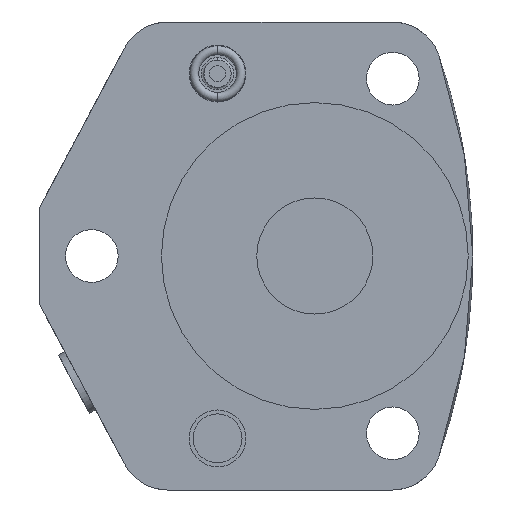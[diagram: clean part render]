
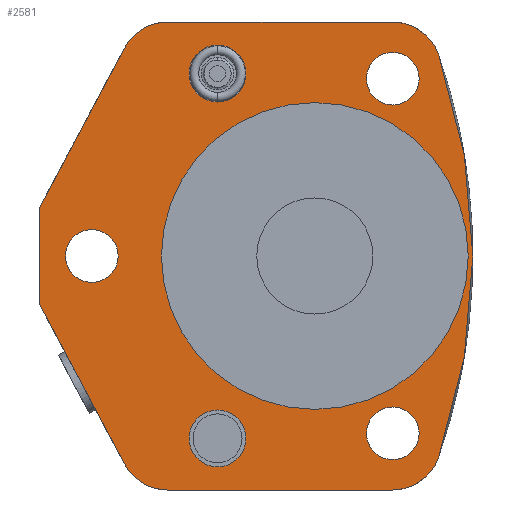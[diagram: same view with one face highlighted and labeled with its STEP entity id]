
A CAD part, front view. The second image highlights one B-rep face of the part: STEP entity #2581.
In plain terms, the highlighted planar face has unit normal (0, -1, 0).
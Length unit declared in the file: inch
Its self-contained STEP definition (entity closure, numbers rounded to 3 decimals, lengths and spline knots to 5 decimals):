
#414=CARTESIAN_POINT('',(0.59662,0.,-1.424));
#415=DIRECTION('',(0.,-1.,0.));
#416=DIRECTION('',(0.,0.,-1.));
#417=AXIS2_PLACEMENT_3D('',#414,#415,#416);
#451=CARTESIAN_POINT('',(-1.13311,0.,-1.424));
#452=DIRECTION('',(0.,-1.,0.));
#453=DIRECTION('',(-0.883,0.,-0.469));
#454=AXIS2_PLACEMENT_3D('',#451,#452,#453);
#565=CARTESIAN_POINT('',(-1.13311,0.,1.424));
#566=DIRECTION('',(0.,-1.,0.));
#567=DIRECTION('',(0.,0.,1.));
#568=AXIS2_PLACEMENT_3D('',#565,#566,#567);
#602=CARTESIAN_POINT('',(0.59662,0.,1.424));
#603=DIRECTION('',(0.,-1.,0.));
#604=DIRECTION('',(0.944,0.,0.33));
#605=AXIS2_PLACEMENT_3D('',#602,#603,#604);
#617=CARTESIAN_POINT('',(0.,0.,0.));
#618=DIRECTION('',(0.,-1.,0.));
#619=DIRECTION('',(1.,0.,0.));
#620=AXIS2_PLACEMENT_3D('',#617,#618,#619);
#625=CARTESIAN_POINT('',(0.,0.,0.));
#626=DIRECTION('',(0.,1.,0.));
#627=DIRECTION('',(1.,0.,0.));
#628=AXIS2_PLACEMENT_3D('',#625,#626,#627);
#633=DIRECTION('',(0.469,0.,-0.883));
#634=VECTOR('',#633,1.39811);
#635=CARTESIAN_POINT('',(-2.125,0.,-0.36794));
#636=LINE('',#635,#634);
#640=DIRECTION('',(0.,0.,-1.));
#641=VECTOR('',#640,0.73588);
#642=CARTESIAN_POINT('',(-2.125,0.,0.36794));
#643=LINE('',#642,#641);
#647=DIRECTION('',(0.469,0.,0.883));
#648=VECTOR('',#647,1.39811);
#649=CARTESIAN_POINT('',(-2.125,0.,0.36794));
#650=LINE('',#649,#648);
#654=DIRECTION('',(1.,0.,0.));
#655=VECTOR('',#654,1.72972);
#656=CARTESIAN_POINT('',(-1.13311,0.,1.804));
#657=LINE('',#656,#655);
#661=CARTESIAN_POINT('',(-3.483,0.,0.));
#662=DIRECTION('',(0.,-1.,0.));
#663=DIRECTION('',(0.944,0.,-0.33));
#664=AXIS2_PLACEMENT_3D('',#661,#662,#663);
#669=DIRECTION('',(-1.,0.,0.));
#670=VECTOR('',#669,1.72972);
#671=CARTESIAN_POINT('',(0.59662,0.,-1.804));
#672=LINE('',#671,#670);
#676=CARTESIAN_POINT('',(0.601,0.,1.367));
#677=DIRECTION('',(0.,-1.,0.));
#678=DIRECTION('',(1.,0.,0.));
#679=AXIS2_PLACEMENT_3D('',#676,#677,#678);
#684=CARTESIAN_POINT('',(0.601,0.,1.367));
#685=DIRECTION('',(0.,-1.,0.));
#686=DIRECTION('',(-1.,0.,0.));
#687=AXIS2_PLACEMENT_3D('',#684,#685,#686);
#692=CARTESIAN_POINT('',(0.601,0.,-1.367));
#693=DIRECTION('',(0.,-1.,0.));
#694=DIRECTION('',(1.,0.,0.));
#695=AXIS2_PLACEMENT_3D('',#692,#693,#694);
#700=CARTESIAN_POINT('',(0.601,0.,-1.367));
#701=DIRECTION('',(0.,-1.,0.));
#702=DIRECTION('',(-1.,0.,0.));
#703=AXIS2_PLACEMENT_3D('',#700,#701,#702);
#708=CARTESIAN_POINT('',(-1.719,0.,0.));
#709=DIRECTION('',(0.,-1.,0.));
#710=DIRECTION('',(1.,0.,0.));
#711=AXIS2_PLACEMENT_3D('',#708,#709,#710);
#716=CARTESIAN_POINT('',(-1.719,0.,0.));
#717=DIRECTION('',(0.,-1.,0.));
#718=DIRECTION('',(-1.,0.,0.));
#719=AXIS2_PLACEMENT_3D('',#716,#717,#718);
#724=CARTESIAN_POINT('',(-0.75,0.,-1.406));
#725=DIRECTION('',(0.,1.,0.));
#726=DIRECTION('',(-1.,0.,0.));
#727=AXIS2_PLACEMENT_3D('',#724,#725,#726);
#732=CARTESIAN_POINT('',(-0.75,0.,-1.406));
#733=DIRECTION('',(0.,1.,0.));
#734=DIRECTION('',(1.,0.,0.));
#735=AXIS2_PLACEMENT_3D('',#732,#733,#734);
#740=CARTESIAN_POINT('',(-0.75,0.,1.406));
#741=DIRECTION('',(0.,1.,0.));
#742=DIRECTION('',(-1.,0.,0.));
#743=AXIS2_PLACEMENT_3D('',#740,#741,#742);
#748=CARTESIAN_POINT('',(-0.75,0.,1.406));
#749=DIRECTION('',(0.,1.,0.));
#750=DIRECTION('',(1.,0.,0.));
#751=AXIS2_PLACEMENT_3D('',#748,#749,#750);
#1883=CARTESIAN_POINT('',(1.1825,0.,0.));
#1885=VERTEX_POINT('',#1883);
#1887=CARTESIAN_POINT('',(-1.1825,0.,0.));
#1889=VERTEX_POINT('',#1887);
#1890=CARTESIAN_POINT('',(-2.125,0.,0.36794));
#1891=CARTESIAN_POINT('',(-2.125,0.,-0.36794));
#1892=VERTEX_POINT('',#1890);
#1893=VERTEX_POINT('',#1891);
#1894=CARTESIAN_POINT('',(0.804,0.,1.367));
#1895=CARTESIAN_POINT('',(0.398,0.,1.367));
#1896=VERTEX_POINT('',#1894);
#1897=VERTEX_POINT('',#1895);
#1966=CARTESIAN_POINT('',(-0.969,0.,-1.406));
#1967=CARTESIAN_POINT('',(-0.531,0.,-1.406));
#1968=VERTEX_POINT('',#1966);
#1969=VERTEX_POINT('',#1967);
#1974=CARTESIAN_POINT('',(-0.969,0.,1.406));
#1975=CARTESIAN_POINT('',(-0.531,0.,1.406));
#1976=VERTEX_POINT('',#1974);
#1977=VERTEX_POINT('',#1975);
#2024=CARTESIAN_POINT('',(0.59662,0.,-1.804));
#2025=CARTESIAN_POINT('',(0.95539,0.,-1.54923));
#2026=VERTEX_POINT('',#2024);
#2027=VERTEX_POINT('',#2025);
#2028=CARTESIAN_POINT('',(0.95539,0.,1.54923));
#2029=CARTESIAN_POINT('',(0.59662,0.,1.804));
#2030=VERTEX_POINT('',#2028);
#2031=VERTEX_POINT('',#2029);
#2032=CARTESIAN_POINT('',(-1.13311,0.,1.804));
#2033=CARTESIAN_POINT('',(-1.46863,0.,1.6024));
#2034=VERTEX_POINT('',#2032);
#2035=VERTEX_POINT('',#2033);
#2036=CARTESIAN_POINT('',(-1.46863,0.,-1.6024));
#2037=CARTESIAN_POINT('',(-1.13311,0.,-1.804));
#2038=VERTEX_POINT('',#2036);
#2039=VERTEX_POINT('',#2037);
#2040=CARTESIAN_POINT('',(0.804,0.,-1.367));
#2041=CARTESIAN_POINT('',(0.398,0.,-1.367));
#2042=VERTEX_POINT('',#2040);
#2043=VERTEX_POINT('',#2041);
#2044=CARTESIAN_POINT('',(-1.516,0.,0.));
#2045=CARTESIAN_POINT('',(-1.922,0.,0.));
#2046=VERTEX_POINT('',#2044);
#2047=VERTEX_POINT('',#2045);
#2528=CARTESIAN_POINT('',(0.,0.,0.));
#2529=DIRECTION('',(0.,-1.,0.));
#2530=DIRECTION('',(-1.,0.,0.));
#2531=AXIS2_PLACEMENT_3D('',#2528,#2529,#2530);
#2532=PLANE('',#2531);
#2533=ORIENTED_EDGE('',*,*,#2426,.F.);
#2534=ORIENTED_EDGE('',*,*,#2440,.F.);
#2535=ORIENTED_EDGE('',*,*,#2461,.F.);
#2536=ORIENTED_EDGE('',*,*,#2475,.T.);
#2537=ORIENTED_EDGE('',*,*,#2495,.F.);
#2538=ORIENTED_EDGE('',*,*,#2509,.T.);
#2539=ORIENTED_EDGE('',*,*,#2522,.F.);
#2540=ORIENTED_EDGE('',*,*,#2382,.F.);
#2541=ORIENTED_EDGE('',*,*,#2398,.F.);
#2542=ORIENTED_EDGE('',*,*,#2412,.T.);
#2543=EDGE_LOOP('',(#2533,#2534,#2535,#2536,#2537,#2538,#2539,#2540,#2541,
#2542));
#2544=FACE_OUTER_BOUND('',#2543,.F.);
#2546=ORIENTED_EDGE('',*,*,#2545,.T.);
#2548=ORIENTED_EDGE('',*,*,#2547,.F.);
#2549=EDGE_LOOP('',(#2546,#2548));
#2550=FACE_BOUND('',#2549,.F.);
#2552=ORIENTED_EDGE('',*,*,#2551,.T.);
#2554=ORIENTED_EDGE('',*,*,#2553,.T.);
#2555=EDGE_LOOP('',(#2552,#2554));
#2556=FACE_BOUND('',#2555,.F.);
#2558=ORIENTED_EDGE('',*,*,#2557,.T.);
#2560=ORIENTED_EDGE('',*,*,#2559,.T.);
#2561=EDGE_LOOP('',(#2558,#2560));
#2562=FACE_BOUND('',#2561,.F.);
#2564=ORIENTED_EDGE('',*,*,#2563,.T.);
#2566=ORIENTED_EDGE('',*,*,#2565,.T.);
#2567=EDGE_LOOP('',(#2564,#2566));
#2568=FACE_BOUND('',#2567,.F.);
#2570=ORIENTED_EDGE('',*,*,#2569,.F.);
#2572=ORIENTED_EDGE('',*,*,#2571,.F.);
#2573=EDGE_LOOP('',(#2570,#2572));
#2574=FACE_BOUND('',#2573,.F.);
#2576=ORIENTED_EDGE('',*,*,#2575,.F.);
#2578=ORIENTED_EDGE('',*,*,#2577,.F.);
#2579=EDGE_LOOP('',(#2576,#2578));
#2580=FACE_BOUND('',#2579,.F.);
#418=CIRCLE('',#417,0.38);
#455=CIRCLE('',#454,0.38);
#569=CIRCLE('',#568,0.38);
#606=CIRCLE('',#605,0.38);
#621=CIRCLE('',#620,1.1825);
#629=CIRCLE('',#628,1.1825);
#665=CIRCLE('',#664,4.701);
#680=CIRCLE('',#679,0.203);
#688=CIRCLE('',#687,0.203);
#696=CIRCLE('',#695,0.203);
#704=CIRCLE('',#703,0.203);
#712=CIRCLE('',#711,0.203);
#720=CIRCLE('',#719,0.203);
#728=CIRCLE('',#727,0.219);
#736=CIRCLE('',#735,0.219);
#744=CIRCLE('',#743,0.219);
#752=CIRCLE('',#751,0.219);
#2382=EDGE_CURVE('',#2027,#2030,#665,.T.);
#2398=EDGE_CURVE('',#2026,#2027,#418,.T.);
#2412=EDGE_CURVE('',#2026,#2039,#672,.T.);
#2426=EDGE_CURVE('',#2038,#2039,#455,.T.);
#2440=EDGE_CURVE('',#1893,#2038,#636,.T.);
#2461=EDGE_CURVE('',#1892,#1893,#643,.T.);
#2475=EDGE_CURVE('',#1892,#2035,#650,.T.);
#2495=EDGE_CURVE('',#2034,#2035,#569,.T.);
#2509=EDGE_CURVE('',#2034,#2031,#657,.T.);
#2522=EDGE_CURVE('',#2030,#2031,#606,.T.);
#2545=EDGE_CURVE('',#1885,#1889,#621,.T.);
#2547=EDGE_CURVE('',#1885,#1889,#629,.T.);
#2551=EDGE_CURVE('',#1896,#1897,#680,.T.);
#2553=EDGE_CURVE('',#1897,#1896,#688,.T.);
#2557=EDGE_CURVE('',#2042,#2043,#696,.T.);
#2559=EDGE_CURVE('',#2043,#2042,#704,.T.);
#2563=EDGE_CURVE('',#2046,#2047,#712,.T.);
#2565=EDGE_CURVE('',#2047,#2046,#720,.T.);
#2569=EDGE_CURVE('',#1968,#1969,#728,.T.);
#2571=EDGE_CURVE('',#1969,#1968,#736,.T.);
#2575=EDGE_CURVE('',#1976,#1977,#744,.T.);
#2577=EDGE_CURVE('',#1977,#1976,#752,.T.);
#2581=ADVANCED_FACE('',(#2544,#2550,#2556,#2562,#2568,#2574,#2580),#2532,.T.);
